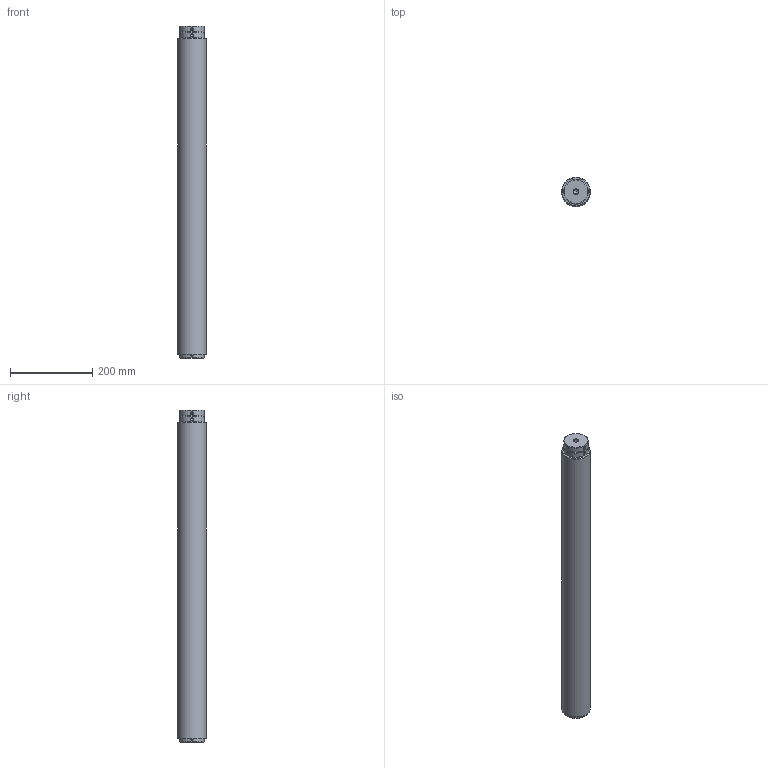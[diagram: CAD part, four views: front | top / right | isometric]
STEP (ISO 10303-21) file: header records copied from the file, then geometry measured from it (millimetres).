
FILE_DESCRIPTION( ( 'Unknown' ), '1' );
FILE_NAME( 'SU23-S0900.stp', 'Unknown', ( 'Unknown' ), ( 'Unknown' ), 'XStep 1.0', 'Unknown', ' ' );
FILE_SCHEMA( ( 'CONFIG_CONTROL_DESIGN' ) );
Length unit declared in the file: millimetre
Products named in the file (4): Assem1; 1; 2; 3
Bounding box: 70 x 70 x 807.5 mm (x, y, z)
Surface area: 626141.4 mm2
Topology: 6 solids, 6 shells, 106 faces, 238 edges, 146 vertices
Faces by surface type: cylinder 34, cone 30, plane 18, bspline 16, torus 8
Full cylindrical faces by diameter (mm): 6 x16, 11.5 x2, 34 x2, 36 x4, 40 x2, 43 x2, 60 x4, 70 x2
Entity records: 1981 total; most frequent: CARTESIAN_POINT 941, DIRECTION 170, EDGE_LOOP 104, ORIENTED_EDGE 104, AXIS2_PLACEMENT_3D 85, FACE_OUTER_BOUND 82, VERTEX_POINT 61, ADVANCED_FACE 53
